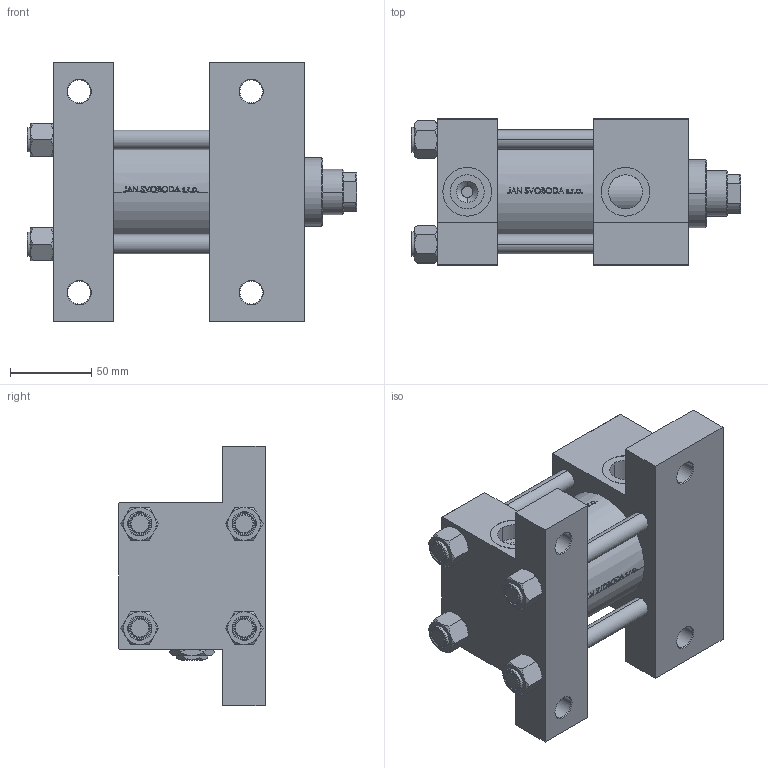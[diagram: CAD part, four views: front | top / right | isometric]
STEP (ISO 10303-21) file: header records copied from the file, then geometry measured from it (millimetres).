
FILE_DESCRIPTION (( 'STEP AP203' ), '1' );
FILE_NAME ('8fcb.STEP', '2024-10-24T11:27:44', ( '' ), ( '' ), 'SwSTEP 2.0', 'SolidWorks 2019', '' );
FILE_SCHEMA (( 'CONFIG_CONTROL_DESIGN' ));
Length unit declared in the file: millimetre
Products named in the file (7): V215_VC_A d7f37a4030898194ff688d16ccb07ed4; V215CR_G_Body d7f37a4030898194ff688d16ccb07ed4; Zatka_pro_OIL_PORT d7f37a4030898194ff688d16ccb07ed4; V215CR_VCP_G d7f37a4030898194ff688d16ccb07ed4; 8fcb; NUT_M5_G d7f37a4030898194ff688d16ccb07ed4; V215CR_G_TYCINKA d7f37a4030898194ff688d16ccb07ed4
Assembly tree (13 placements, depth 2):
  8fcb
    V215CR_G_Body d7f37a4030898194ff688d16ccb07ed4
    V215CR_VCP_G d7f37a4030898194ff688d16ccb07ed4
    V215CR_G_TYCINKA d7f37a4030898194ff688d16ccb07ed4  x4
    NUT_M5_G d7f37a4030898194ff688d16ccb07ed4  x4
    V215_VC_A d7f37a4030898194ff688d16ccb07ed4
    Zatka_pro_OIL_PORT d7f37a4030898194ff688d16ccb07ed4  x2
Bounding box: 203 x 90 x 160 mm (x, y, z)
Volume: 1109917.5 mm3; surface area: 204325.7 mm2
Topology: 13 solids, 13 shells, 1184 faces, 2982 edges, 1909 vertices
Faces by surface type: plane 478, bspline 380, cone 186, cylinder 132, torus 8
Entity records: 49581 total; most frequent: CARTESIAN_POINT 26624, ORIENTED_EDGE 5264, DIRECTION 3282, EDGE_CURVE 2632, VERTEX_POINT 1707, LINE 1340, VECTOR 1340, EDGE_LOOP 1129
